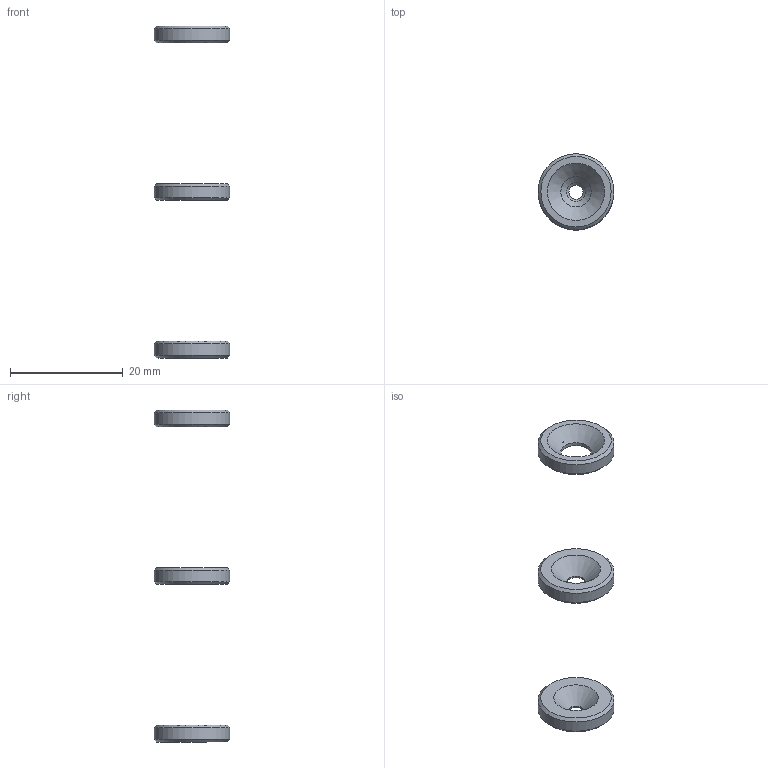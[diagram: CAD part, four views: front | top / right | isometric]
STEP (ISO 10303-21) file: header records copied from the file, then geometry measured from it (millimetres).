
FILE_DESCRIPTION(/* description */ (''),/* implementation_level */ '2;1');
FILE_NAME(/* name */ 'TZB10_Blendensatz.stp',/* time_stamp */ '2021-11-04T14:18:05+01:00',/* author */ (''),/* organization */ (''),/* preprocessor_version */ 'ST-DEVELOPER v16.5',/* originating_system */ 'Autodesk Inventor 2017',/* authorisation */ '');
FILE_SCHEMA (('AUTOMOTIVE_DESIGN { 1 0 10303 214 3 1 1 }'));
Length unit declared in the file: millimetre
Products named in the file (4): TZB10_Blendensatz
Assembly tree (3 placements, depth 2):
  TZB10_Blendensatz
    (unnamed)
    (unnamed)
    (unnamed)
Bounding box: 13.5 x 13.5 x 59 mm (x, y, z)
Volume: 965 mm3; surface area: 1200.7 mm2
Topology: 3 solids, 3 shells, 33 faces, 69 edges, 42 vertices
Faces by surface type: cone 15, cylinder 12, plane 6
Full cylindrical faces by diameter (mm): 1.5 x6, 2.5 x1, 3.3 x1, 5.4 x1, 13.5 x3
Entity records: 821 total; most frequent: DIRECTION 146, CARTESIAN_POINT 106, AXIS2_PLACEMENT_3D 73, EDGE_LOOP 66, ORIENTED_EDGE 66, FACE_BOUND 33, FACE_OUTER_BOUND 33, CIRCLE 33
